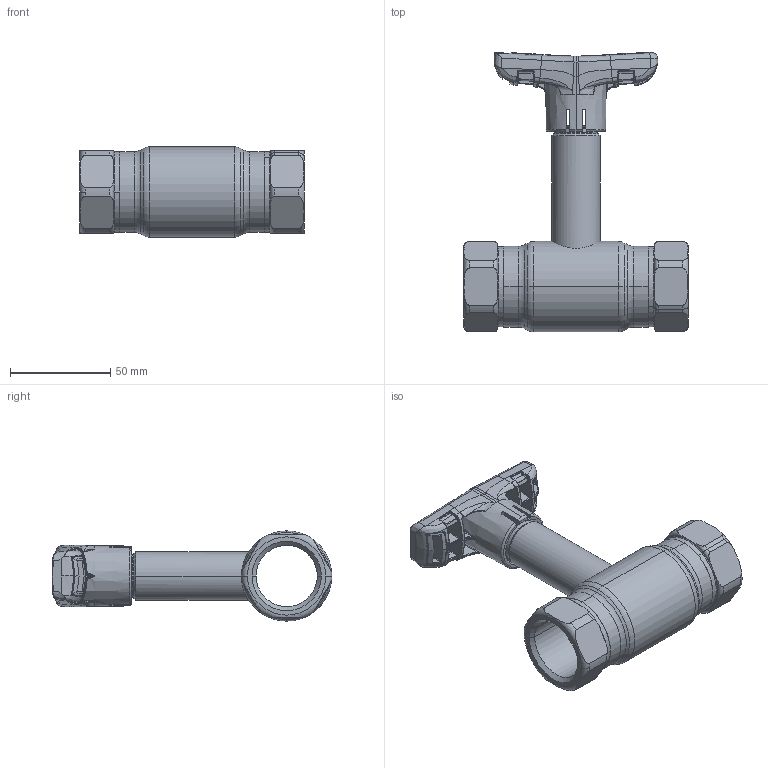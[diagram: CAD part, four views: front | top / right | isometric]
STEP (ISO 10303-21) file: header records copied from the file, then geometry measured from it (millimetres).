
FILE_DESCRIPTION (( 'STEP AP214' ), '1' );
FILE_NAME ('1025002001-1400.step', '2024-01-16T11:11:02', ( '' ), ( '' ), 'SwSTEP 2.0', 'SolidWorks 2021', '' );
FILE_SCHEMA (( 'AUTOMOTIVE_DESIGN' ));
Length unit declared in the file: millimetre
Products named in the file (1): 1025002001-1400
Bounding box: 112 x 139.28 x 45 mm (x, y, z)
Surface area: 40972.9 mm2 (no closed solid volume)
Topology: 0 solids, 6 shells, 632 faces, 1901 edges, 1191 vertices
Faces by surface type: bspline 460, plane 59, cylinder 52, torus 39, cone 16, sphere 6
Entity records: 56013 total; most frequent: CARTESIAN_POINT 36454, ORIENTED_EDGE 3254, EDGE_CURVE 1891, DIRECTION 1358, B_SPLINE_CURVE_WITH_KNOTS 1295, VERTEX_POINT 1188, EDGE_LOOP 640, UNCERTAINTY_MEASURE_WITH_UNIT 631
